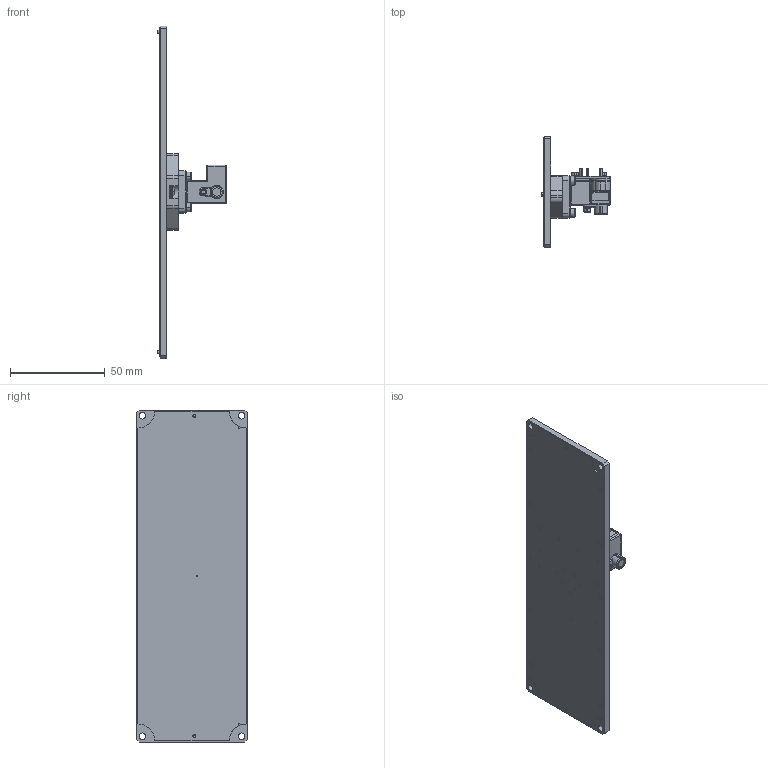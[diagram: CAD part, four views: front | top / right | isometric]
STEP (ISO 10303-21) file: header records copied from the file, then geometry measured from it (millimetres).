
FILE_DESCRIPTION (( 'STEP AP203' ), '1' );
FILE_NAME ('SSS-24307-22M-DW.STEP', '2019-07-09T19:25:30', ( '' ), ( '' ), 'SwSTEP 2.0', 'SolidWorks 2016', '' );
FILE_SCHEMA (( 'CONFIG_CONTROL_DESIGN' ));
Products named in the file (1): SSS-24307-22M-DW
Bounding box: 36.39 x 58.42 x 175.26 mm (x, y, z)
Volume: 46874 mm3; surface area: 50450.6 mm2
Topology: 25 solids, 25 shells, 1182 faces, 3116 edges, 1992 vertices
Faces by surface type: cylinder 713, plane 249, cone 162, torus 27, bspline 23, sphere 8
Entity records: 47968 total; most frequent: CARTESIAN_POINT 21024, ORIENTED_EDGE 6176, DIRECTION 5150, EDGE_CURVE 3088, VERTEX_POINT 1992, AXIS2_PLACEMENT_3D 1967, EDGE_LOOP 1338, VECTOR 1216
